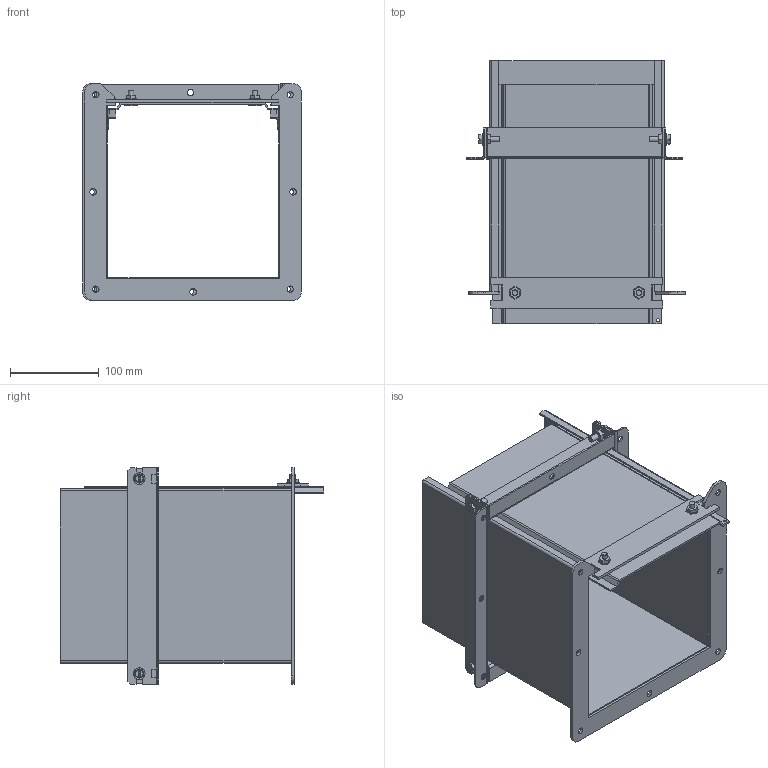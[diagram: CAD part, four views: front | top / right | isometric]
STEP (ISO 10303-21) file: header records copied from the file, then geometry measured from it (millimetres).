
FILE_DESCRIPTION (( 'STEP AP203' ), '1' );
FILE_NAME ('1485EX.step', '2020-11-19T14:43:26', ( 'ADC123' ), ( 'Microsoft' ), 'SwSTEP 2.0', 'SolidWorks 2019', '' );
FILE_SCHEMA (( 'CONFIG_CONTROL_DESIGN' ));
Length unit declared in the file: inch
Products named in the file (1): 1485EX
Bounding box: 246.84 x 296.88 x 244.59 mm (x, y, z)
Volume: 567274.5 mm3; surface area: 590126.7 mm2
Topology: 22 solids, 22 shells, 467 faces, 1211 edges, 796 vertices
Faces by surface type: plane 330, cylinder 103, bspline 32, cone 2
Full cylindrical faces by diameter (mm): 3.556 x2, 4.976 x6, 6.248 x4, 6.35 x2, 6.731 x2, 7.137 x19, 7.938 x2, 13.208 x4, 14.288 x2
Entity records: 14725 total; most frequent: CARTESIAN_POINT 3454, ORIENTED_EDGE 2332, DIRECTION 2142, EDGE_CURVE 1166, VECTOR 838, LINE 838, VERTEX_POINT 796, AXIS2_PLACEMENT_3D 652
